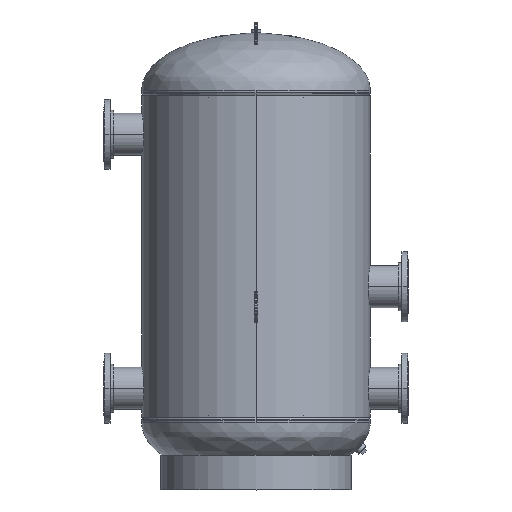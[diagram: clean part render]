
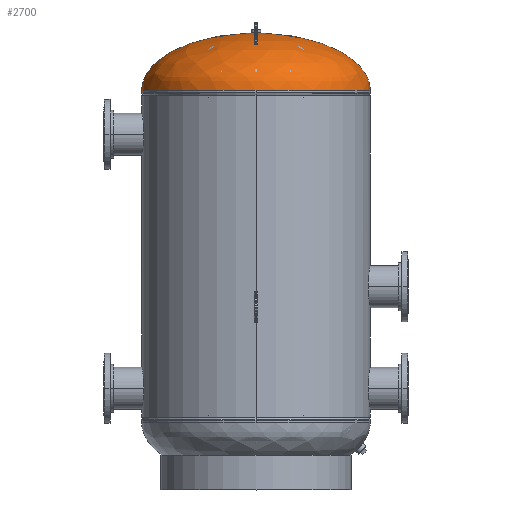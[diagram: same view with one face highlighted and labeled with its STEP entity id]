
A CAD part, top view. The second image highlights one B-rep face of the part: STEP entity #2700.
In plain terms, the highlighted free-form (B-spline) face has degree [3, 3] with [4, 4] control points.
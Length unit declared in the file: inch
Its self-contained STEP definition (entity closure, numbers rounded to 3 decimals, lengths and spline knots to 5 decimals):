
#139 = FACE_OUTER_BOUND ( 'NONE', #10039, .T. ) ;
#191 = VERTEX_POINT ( 'NONE', #12756 ) ;
#250 = AXIS2_PLACEMENT_3D ( 'NONE', #12798, #10559, #10763 ) ;
#905 = CARTESIAN_POINT ( 'NONE',  ( 0., 9.90452, 0. ) ) ;
#937 =( BOUNDED_SURFACE ( )  B_SPLINE_SURFACE ( 3, 3, ( 
 ( #6760, #2323, #7530, #7743 ),
 ( #1201, #4372, #13114, #10873 ),
 ( #8792, #6616, #5561, #13047 ),
 ( #2386, #8588, #10943, #5492 ) ),
 .UNSPECIFIED., .F., .F., .F. ) 
 B_SPLINE_SURFACE_WITH_KNOTS ( ( 4, 4 ),
 ( 4, 4 ),
 ( 0., 1. ),
 ( 0., 1. ),
 .UNSPECIFIED. ) 
 GEOMETRIC_REPRESENTATION_ITEM ( )  RATIONAL_B_SPLINE_SURFACE ( (
 ( 1., 0.333, 0.333, 1.),
 ( 0.813, 0.271, 0.271, 0.813),
 ( 0.813, 0.271, 0.271, 0.813),
 ( 1., 0.333, 0.333, 1.) ) ) 
 REPRESENTATION_ITEM ( '' )  SURFACE ( )  );
#1201 = CARTESIAN_POINT ( 'NONE',  ( 10.87488, 9.72472, 0. ) ) ;
#1598 = CIRCLE ( 'NONE', #250, 18. ) ;
#2030 = CIRCLE ( 'NONE', #13214, 0.625 ) ;
#2323 = CARTESIAN_POINT ( 'NONE',  ( 0.625, 9.90452, 1.25 ) ) ;
#2386 = CARTESIAN_POINT ( 'NONE',  ( 18., 0.822, 0. ) ) ;
#2547 = CARTESIAN_POINT ( 'NONE',  ( -10.87488, 9.72472, 0. ) ) ;
#2638 = CARTESIAN_POINT ( 'NONE',  ( 0., 9.90452, 0. ) ) ;
#2700 = ADVANCED_FACE ( 'NONE', ( #139 ), #937, .F. ) ;
#2987 = CARTESIAN_POINT ( 'NONE',  ( 0., 0.822, 0. ) ) ;
#3262 = CARTESIAN_POINT ( 'NONE',  ( 18., 6.00017, 0. ) ) ;
#3488 = ORIENTED_EDGE ( 'NONE', *, *, #8342, .T. ) ;
#3531 = CARTESIAN_POINT ( 'NONE',  ( -18., 6.00017, 0. ) ) ;
#3862 = CARTESIAN_POINT ( 'NONE',  ( 0.625, 9.90452, 0. ) ) ;
#4372 = CARTESIAN_POINT ( 'NONE',  ( 10.87488, 9.72472, 21.74977 ) ) ;
#4540 = CARTESIAN_POINT ( 'NONE',  ( 18., 0.822, 0. ) ) ;
#5437 = CARTESIAN_POINT ( 'NONE',  ( -18., 0.822, 0. ) ) ;
#5469 = CARTESIAN_POINT ( 'NONE',  ( -0.625, 9.90452, 0. ) ) ;
#5492 = CARTESIAN_POINT ( 'NONE',  ( -18., 0.822, 0. ) ) ;
#5561 = CARTESIAN_POINT ( 'NONE',  ( -18., 6.00017, 36. ) ) ;
#6517 = ORIENTED_EDGE ( 'NONE', *, *, #10902, .F. ) ;
#6616 = CARTESIAN_POINT ( 'NONE',  ( 18., 6.00017, 36. ) ) ;
#6760 = CARTESIAN_POINT ( 'NONE',  ( 0.625, 9.90452, 0. ) ) ;
#6936 = DIRECTION ( 'NONE',  ( 0., 1., 0. ) ) ;
#7530 = CARTESIAN_POINT ( 'NONE',  ( -0.625, 9.90452, 1.25 ) ) ;
#7626 = CARTESIAN_POINT ( 'NONE',  ( 0.625, 9.90452, 0. ) ) ;
#7743 = CARTESIAN_POINT ( 'NONE',  ( -0.625, 9.90452, 0. ) ) ;
#8263 = DIRECTION ( 'NONE',  ( 0., -1., 0. ) ) ;
#8342 = EDGE_CURVE ( 'NONE', #12915, #11580, #9996, .T. ) ;
#8588 = CARTESIAN_POINT ( 'NONE',  ( 18., 0.822, 36. ) ) ;
#8792 = CARTESIAN_POINT ( 'NONE',  ( 18., 6.00017, 0. ) ) ;
#8880 = CARTESIAN_POINT ( 'NONE',  ( 10.87488, 9.72472, 0. ) ) ;
#8913 = DIRECTION ( 'NONE',  ( 0., 0., -1. ) ) ;
#8966 = EDGE_CURVE ( 'NONE', #12357, #12605, #9639, .T. ) ;
#9403 = DIRECTION ( 'NONE',  ( 0., 1., 0. ) ) ;
#9639 = CIRCLE ( 'NONE', #10529, 0.625 ) ;
#9712 = EDGE_CURVE ( 'NONE', #12915, #12357, #2030, .T. ) ;
#9806 = VERTEX_POINT ( 'NONE', #12309 ) ;
#9996 =( BOUNDED_CURVE ( )  B_SPLINE_CURVE ( 3, ( #13782, #2547, #3531, #11936 ),
 .UNSPECIFIED., .F., .F. ) 
 B_SPLINE_CURVE_WITH_KNOTS ( ( 4, 4 ),
 ( 4.74712, 6.28319 ),
 .UNSPECIFIED. ) 
 CURVE ( )  GEOMETRIC_REPRESENTATION_ITEM ( )  RATIONAL_B_SPLINE_CURVE ( ( 1., 0.813, 0.813, 1. ) ) 
 REPRESENTATION_ITEM ( '' )  );
#10037 = CARTESIAN_POINT ( 'NONE',  ( 0., 9.90452, 0.625 ) ) ;
#10039 = EDGE_LOOP ( 'NONE', ( #11928, #3488, #6517, #13345, #12885, #13710 ) ) ;
#10529 = AXIS2_PLACEMENT_3D ( 'NONE', #905, #9403, #13663 ) ;
#10559 = DIRECTION ( 'NONE',  ( 0., -1., 0. ) ) ;
#10763 = DIRECTION ( 'NONE',  ( 0., 0., -1. ) ) ;
#10873 = CARTESIAN_POINT ( 'NONE',  ( -10.87488, 9.72472, 0. ) ) ;
#10902 = EDGE_CURVE ( 'NONE', #191, #11580, #12556, .T. ) ;
#10943 = CARTESIAN_POINT ( 'NONE',  ( -18., 0.822, 36. ) ) ;
#11286 = EDGE_CURVE ( 'NONE', #9806, #191, #1598, .T. ) ;
#11424 =( BOUNDED_CURVE ( )  B_SPLINE_CURVE ( 3, ( #7626, #8880, #3262, #4540 ),
 .UNSPECIFIED., .F., .F. ) 
 B_SPLINE_CURVE_WITH_KNOTS ( ( 4, 4 ),
 ( 4.74712, 6.28319 ),
 .UNSPECIFIED. ) 
 CURVE ( )  GEOMETRIC_REPRESENTATION_ITEM ( )  RATIONAL_B_SPLINE_CURVE ( ( 1., 0.813, 0.813, 1. ) ) 
 REPRESENTATION_ITEM ( '' )  );
#11580 = VERTEX_POINT ( 'NONE', #5437 ) ;
#11668 = AXIS2_PLACEMENT_3D ( 'NONE', #2987, #8263, #8913 ) ;
#11928 = ORIENTED_EDGE ( 'NONE', *, *, #9712, .F. ) ;
#11936 = CARTESIAN_POINT ( 'NONE',  ( -18., 0.822, 0. ) ) ;
#12309 = CARTESIAN_POINT ( 'NONE',  ( 18., 0.822, 0. ) ) ;
#12357 = VERTEX_POINT ( 'NONE', #10037 ) ;
#12556 = CIRCLE ( 'NONE', #11668, 18. ) ;
#12605 = VERTEX_POINT ( 'NONE', #3862 ) ;
#12756 = CARTESIAN_POINT ( 'NONE',  ( 0., 0.822, 18. ) ) ;
#12798 = CARTESIAN_POINT ( 'NONE',  ( 0., 0.822, 0. ) ) ;
#12885 = ORIENTED_EDGE ( 'NONE', *, *, #13551, .F. ) ;
#12915 = VERTEX_POINT ( 'NONE', #5469 ) ;
#13047 = CARTESIAN_POINT ( 'NONE',  ( -18., 6.00017, 0. ) ) ;
#13114 = CARTESIAN_POINT ( 'NONE',  ( -10.87488, 9.72472, 21.74977 ) ) ;
#13214 = AXIS2_PLACEMENT_3D ( 'NONE', #2638, #6936, #13221 ) ;
#13221 = DIRECTION ( 'NONE',  ( 0., 0., -1. ) ) ;
#13345 = ORIENTED_EDGE ( 'NONE', *, *, #11286, .F. ) ;
#13551 = EDGE_CURVE ( 'NONE', #12605, #9806, #11424, .T. ) ;
#13663 = DIRECTION ( 'NONE',  ( 0., 0., -1. ) ) ;
#13710 = ORIENTED_EDGE ( 'NONE', *, *, #8966, .F. ) ;
#13782 = CARTESIAN_POINT ( 'NONE',  ( -0.625, 9.90452, 0. ) ) ;
